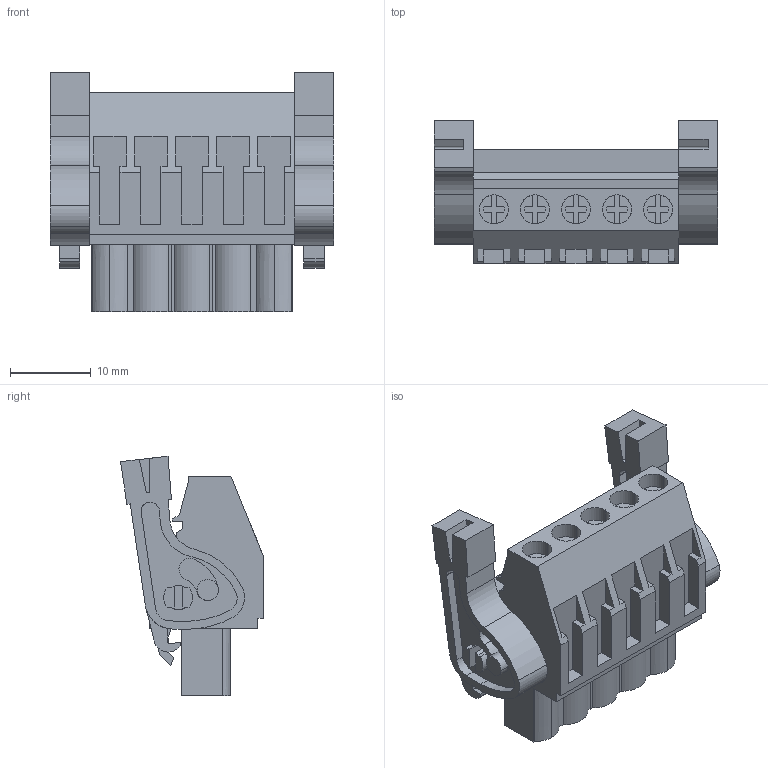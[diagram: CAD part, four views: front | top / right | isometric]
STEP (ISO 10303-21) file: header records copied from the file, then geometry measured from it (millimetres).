
FILE_DESCRIPTION(('CATIA V5 STEP','CAx-IF Rec.Pracs.--- Model Styling and Organization---1.2---2011-12-15'),'2;1');
FILE_NAME ('D1448364_0_1087280000_1087280000.stp','2017-09-09T07:11:34+00:00',('none'),('Weidmueller'),'CATIA Version 5-6 Release 2014','CATIA V5 STEP AP214','none');
FILE_SCHEMA(('AUTOMOTIVE_DESIGN { 1 0 10303 214 1 1 1 1 }'));
Length unit declared in the file: millimetre
Products named in the file (1): 1087280000
Bounding box: 35.1 x 17.69 x 29.65 mm (x, y, z)
Volume: 6991 mm3; surface area: 5547.3 mm2
Topology: 8 solids, 8 shells, 497 faces, 1362 edges, 914 vertices
Faces by surface type: plane 382, cylinder 111, extrusion 4
Entity records: 15160 total; most frequent: CARTESIAN_POINT 2926, ORIENTED_EDGE 2724, DIRECTION 2116, EDGE_CURVE 1362, VECTOR 1096, LINE 1092, VERTEX_POINT 914, AXIS2_PLACEMENT_3D 626
